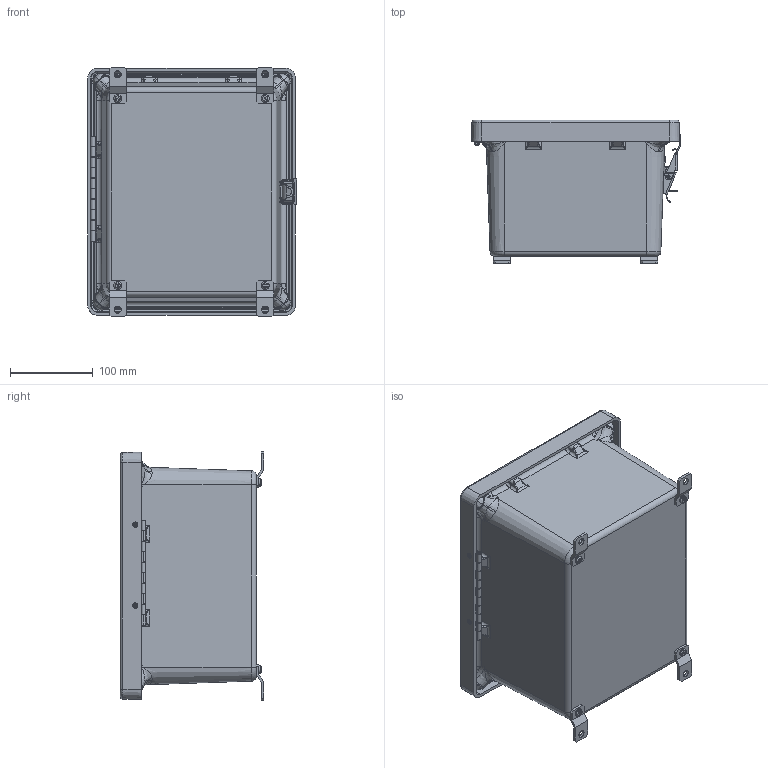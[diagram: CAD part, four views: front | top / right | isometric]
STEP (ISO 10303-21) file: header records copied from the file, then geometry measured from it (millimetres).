
FILE_DESCRIPTION (( 'STEP AP203' ), '1' );
FILE_NAME ('AM1086L.step', '2014-03-25T18:56:50', ( '' ), ( '' ), 'SwSTEP 2.0', 'SolidWorks 2014', '' );
FILE_SCHEMA (( 'CONFIG_CONTROL_DESIGN' ));
Length unit declared in the file: inch
Products named in the file (21): 2695001_SMC PART; WLGKEEPER316; 60800; 2027001; 70-60822-1; 55-61812_92525A317; 55-1032716_SL-PHMS 0.19-32x0.3125x0.3125-N; 55-1032516_PreviewCfg; 621-02  BASE; WFOOT; AM1086L; 621-01 Lever; 70-60250; 621-04 Rivet (f)300; 70-60512; 621-06 hook; 60800 bottom leaf; 621-05 Rivet (f)300; 60800 top leaf; 70-60864; pin
Assembly tree (42 placements, depth 3):
  AM1086L
    2695001_SMC PART
    2027001
    55-1032716_SL-PHMS 0.19-32x0.3125x0.3125-N  x4
    WFOOT  x4
    70-60250  x8
    70-60512  x6
    60800
      60800 bottom leaf
      60800 top leaf
      pin
    55-61812_92525A317  x2
    70-60864
      621-02  BASE
      621-01 Lever
      621-04 Rivet (f)300
      621-06 hook
      621-05 Rivet (f)300
    WLGKEEPER316
    70-60822-1
    55-1032516_PreviewCfg  x4
Bounding box: 253.81 x 173.4 x 300.65 mm (x, y, z)
Volume: 1253327.8 mm3; surface area: 730782.2 mm2
Topology: 40 solids, 40 shells, 2179 faces, 5444 edges, 3367 vertices
Faces by surface type: cylinder 715, plane 616, cone 392, bspline 298, torus 146, sphere 12
Entity records: 54706 total; most frequent: CARTESIAN_POINT 19557, ORIENTED_EDGE 7008, DIRECTION 6565, EDGE_CURVE 3504, AXIS2_PLACEMENT_3D 2530, VERTEX_POINT 2151, EDGE_LOOP 1563, LINE 1505
